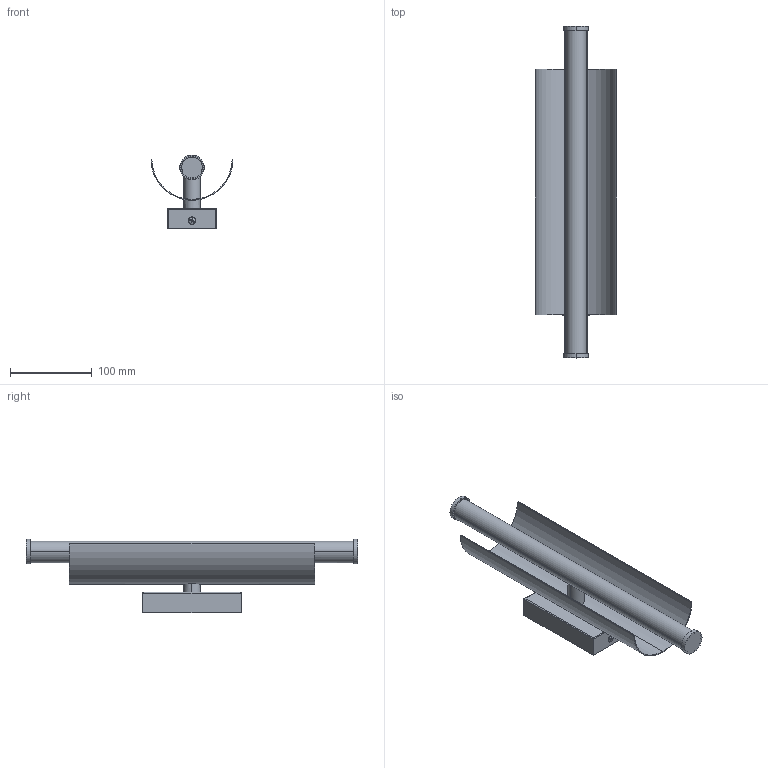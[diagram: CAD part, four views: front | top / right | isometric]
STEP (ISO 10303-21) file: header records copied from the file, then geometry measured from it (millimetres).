
FILE_DESCRIPTION (( 'STEP AP214' ), '1' );
FILE_NAME ('BW 21-3DSTP-CHELSOM.step', '2025-03-21T14:51:50', ( '' ), ( '' ), 'SwSTEP 2.0', 'SolidWorks 2024', '' );
FILE_SCHEMA (( 'AUTOMOTIVE_DESIGN' ));
Length unit declared in the file: millimetre
Products named in the file (1): BW 21-3DSTP-CHELSOM
Bounding box: 100 x 405 x 90 mm (x, y, z)
Surface area: 194746.7 mm2 (no closed solid volume)
Topology: 0 solids, 10 shells, 107 faces, 328 edges, 228 vertices
Faces by surface type: plane 46, cylinder 41, sphere 12, cone 6, bspline 2
Entity records: 4669 total; most frequent: CARTESIAN_POINT 1704, DIRECTION 640, ORIENTED_EDGE 554, EDGE_CURVE 328, AXIS2_PLACEMENT_3D 244, VERTEX_POINT 228, LINE 152, VECTOR 152
